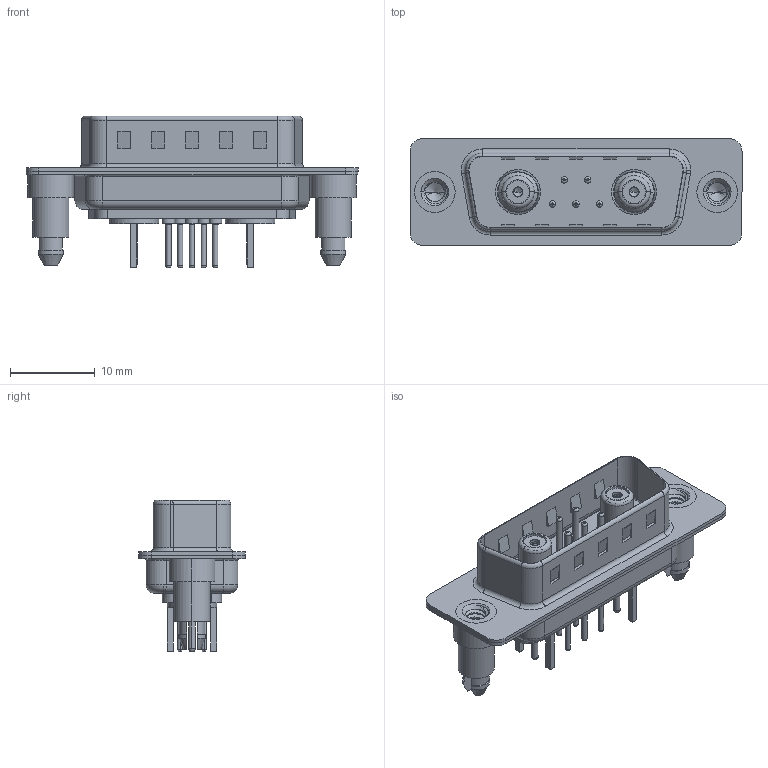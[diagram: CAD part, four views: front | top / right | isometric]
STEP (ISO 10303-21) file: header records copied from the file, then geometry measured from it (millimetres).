
FILE_DESCRIPTION (( 'STEP AP203' ), '1' );
FILE_NAME ('627-7W2-224-7T5.STEP', '2019-05-25T06:02:53', ( '' ), ( '' ), 'SwSTEP 2.0', 'SolidWorks 2016', '' );
FILE_SCHEMA (( 'CONFIG_CONTROL_DESIGN' ));
Length unit declared in the file: millimetre
Products named in the file (13): Locking Collar; Co-Ax Jack_Straight PC Tail; Socket_Str; Co-Ax Jack Assy_S; 627Combo Contact Row 1_24; 627Combo Contact Row 2_24; 627Combo Housing_7W2; 627-7W2-224-7T5; 627Combo Shell Rear_15 Contacts; Insulator Socket; 627Combo Shell Front_15 Contacts; Insulator Socket 2; 627Combo Threaded Boardlock_5
Assembly tree (17 placements, depth 3):
  627-7W2-224-7T5
    627Combo Housing_7W2
    627Combo Shell Rear_15 Contacts
    627Combo Shell Front_15 Contacts
    627Combo Threaded Boardlock_5  x2
    Co-Ax Jack Assy_S  x2
      Co-Ax Jack_Straight PC Tail
      Insulator Socket
      Insulator Socket 2
      Locking Collar
      Socket_Str
    627Combo Contact Row 1_24  x2
    627Combo Contact Row 2_24  x3
Bounding box: 39.15 x 12.6 x 17.9 mm (x, y, z)
Volume: 2019.6 mm3; surface area: 5888.2 mm2
Topology: 20 solids, 20 shells, 797 faces, 1857 edges, 1156 vertices
Faces by surface type: cylinder 329, plane 284, torus 138, cone 32, bspline 10, sphere 4
Entity records: 19098 total; most frequent: CARTESIAN_POINT 4537, DIRECTION 2912, ORIENTED_EDGE 2594, EDGE_CURVE 1297, AXIS2_PLACEMENT_3D 1137, VERTEX_POINT 817, EDGE_LOOP 642, VECTOR 638
